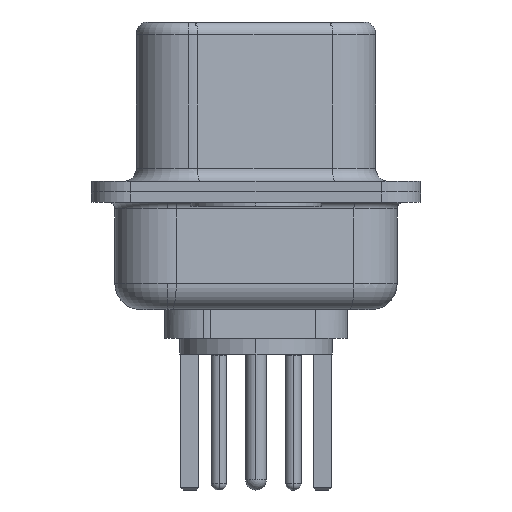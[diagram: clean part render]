
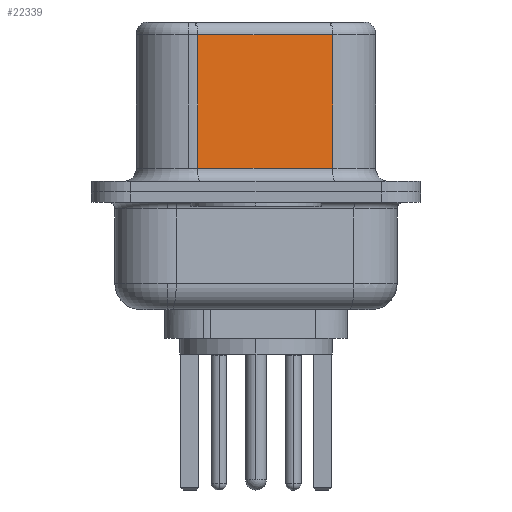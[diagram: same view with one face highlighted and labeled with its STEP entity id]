
A CAD part, left-side view. The second image highlights one B-rep face of the part: STEP entity #22339.
In plain terms, the highlighted planar face has unit normal (-0.985, -0.174, 0).
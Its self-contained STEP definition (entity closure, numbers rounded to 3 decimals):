
#99 = CARTESIAN_POINT ( 'NONE',  ( 3.67, 2.233, 0.9 ) ) ;
#973 = VERTEX_POINT ( 'NONE', #3340 ) ;
#1285 = LINE ( 'NONE', #1606, #2450 ) ;
#1606 = CARTESIAN_POINT ( 'NONE',  ( 4.58, -2.927, 6.52 ) ) ;
#1628 = PLANE ( 'NONE',  #21658 ) ;
#2450 = VECTOR ( 'NONE', #5545, 1000. ) ;
#2722 = VECTOR ( 'NONE', #13900, 1000. ) ;
#3340 = CARTESIAN_POINT ( 'NONE',  ( 3.67, 2.233, 6.02 ) ) ;
#4380 = CARTESIAN_POINT ( 'NONE',  ( 4.58, -2.927, 6.02 ) ) ;
#4697 = FACE_OUTER_BOUND ( 'NONE', #4910, .T. ) ;
#4910 = EDGE_LOOP ( 'NONE', ( #5477, #13590, #14655, #17823 ) ) ;
#5291 = DIRECTION ( 'NONE',  ( -0.174, 0.985, 0. ) ) ;
#5477 = ORIENTED_EDGE ( 'NONE', *, *, #6687, .F. ) ;
#5545 = DIRECTION ( 'NONE',  ( 0., 0., -1. ) ) ;
#6154 = EDGE_CURVE ( 'NONE', #14710, #12356, #7894, .T. ) ;
#6687 = EDGE_CURVE ( 'NONE', #8017, #12356, #1285, .T. ) ;
#7318 = VECTOR ( 'NONE', #19631, 1000. ) ;
#7636 = EDGE_CURVE ( 'NONE', #973, #14710, #11700, .T. ) ;
#7894 = LINE ( 'NONE', #12134, #7318 ) ;
#8017 = VERTEX_POINT ( 'NONE', #4380 ) ;
#10995 = VECTOR ( 'NONE', #14899, 1000. ) ;
#11346 = CARTESIAN_POINT ( 'NONE',  ( 4.58, -2.927, 6.02 ) ) ;
#11371 = CARTESIAN_POINT ( 'NONE',  ( 4.58, -2.927, 0.9 ) ) ;
#11461 = CARTESIAN_POINT ( 'NONE',  ( 3.67, 2.233, 6.52 ) ) ;
#11700 = LINE ( 'NONE', #11461, #2722 ) ;
#12134 = CARTESIAN_POINT ( 'NONE',  ( 4.58, -2.927, 0.9 ) ) ;
#12356 = VERTEX_POINT ( 'NONE', #11371 ) ;
#13000 = EDGE_CURVE ( 'NONE', #8017, #973, #20587, .T. ) ;
#13590 = ORIENTED_EDGE ( 'NONE', *, *, #13000, .T. ) ;
#13900 = DIRECTION ( 'NONE',  ( 0., 0., -1. ) ) ;
#14176 = CARTESIAN_POINT ( 'NONE',  ( 4.58, -2.927, 6.52 ) ) ;
#14655 = ORIENTED_EDGE ( 'NONE', *, *, #7636, .T. ) ;
#14710 = VERTEX_POINT ( 'NONE', #99 ) ;
#14899 = DIRECTION ( 'NONE',  ( -0.174, 0.985, 0. ) ) ;
#15980 = DIRECTION ( 'NONE',  ( 0.985, 0.174, 0. ) ) ;
#17823 = ORIENTED_EDGE ( 'NONE', *, *, #6154, .T. ) ;
#19631 = DIRECTION ( 'NONE',  ( 0.174, -0.985, 0. ) ) ;
#20587 = LINE ( 'NONE', #11346, #10995 ) ;
#21658 = AXIS2_PLACEMENT_3D ( 'NONE', #14176, #15980, #5291 ) ;
#22339 = ADVANCED_FACE ( 'NONE', ( #4697 ), #1628, .F. ) ;
